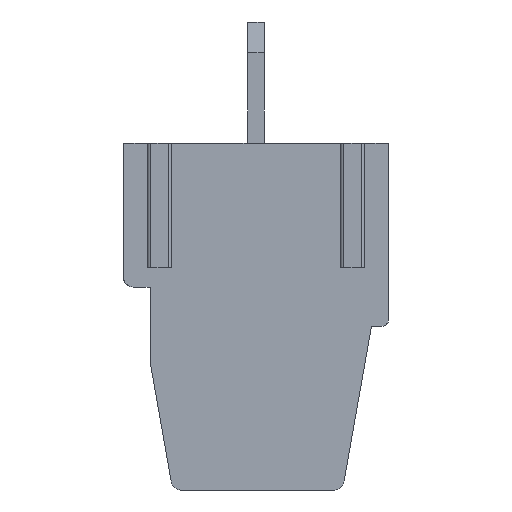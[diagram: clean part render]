
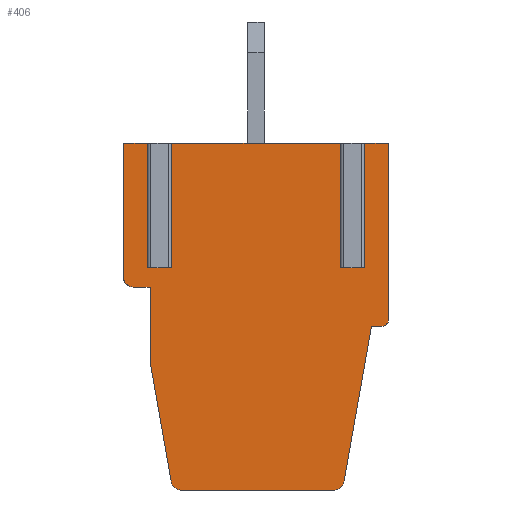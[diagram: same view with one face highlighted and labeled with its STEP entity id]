
A CAD part, front view. The second image highlights one B-rep face of the part: STEP entity #406.
In plain terms, the highlighted planar face has unit normal (0, -1, 0).
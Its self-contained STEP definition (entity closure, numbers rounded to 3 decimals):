
#406 = ADVANCED_FACE( '', ( #969 ), #970, .F. );
#969 = FACE_OUTER_BOUND( '', #1692, .T. );
#970 = PLANE( '', #1693 );
#1692 = EDGE_LOOP( '', ( #2912, #2913, #2914, #2915, #2916, #2917, #2918, #2919, #2920, #2921, #2922, #2923, #2924, #2925, #2926, #2927, #2928, #2929, #2930, #2931, #2932 ) );
#1693 = AXIS2_PLACEMENT_3D( '', #2933, #2934, #2935 );
#2912 = ORIENTED_EDGE( '', *, *, #4810, .F. );
#2913 = ORIENTED_EDGE( '', *, *, #4811, .T. );
#2914 = ORIENTED_EDGE( '', *, *, #4812, .T. );
#2915 = ORIENTED_EDGE( '', *, *, #4675, .T. );
#2916 = ORIENTED_EDGE( '', *, *, #4680, .F. );
#2917 = ORIENTED_EDGE( '', *, *, #4774, .T. );
#2918 = ORIENTED_EDGE( '', *, *, #4813, .T. );
#2919 = ORIENTED_EDGE( '', *, *, #4511, .T. );
#2920 = ORIENTED_EDGE( '', *, *, #4814, .T. );
#2921 = ORIENTED_EDGE( '', *, *, #4815, .F. );
#2922 = ORIENTED_EDGE( '', *, *, #4597, .F. );
#2923 = ORIENTED_EDGE( '', *, *, #4636, .F. );
#2924 = ORIENTED_EDGE( '', *, *, #4816, .T. );
#2925 = ORIENTED_EDGE( '', *, *, #4817, .T. );
#2926 = ORIENTED_EDGE( '', *, *, #4395, .T. );
#2927 = ORIENTED_EDGE( '', *, *, #4818, .F. );
#2928 = ORIENTED_EDGE( '', *, *, #4620, .F. );
#2929 = ORIENTED_EDGE( '', *, *, #4616, .T. );
#2930 = ORIENTED_EDGE( '', *, *, #4473, .T. );
#2931 = ORIENTED_EDGE( '', *, *, #4819, .T. );
#2932 = ORIENTED_EDGE( '', *, *, #4709, .T. );
#2933 = CARTESIAN_POINT( '', ( -21.702, -10.2, -4.395 ) );
#2934 = DIRECTION( '', ( 0., 1., 0. ) );
#2935 = DIRECTION( '', ( -1., 0., 0. ) );
#4395 = EDGE_CURVE( '', #5273, #5277, #5279, .F. );
#4473 = EDGE_CURVE( '', #5413, #5417, #5419, .T. );
#4511 = EDGE_CURVE( '', #5447, #5489, #5491, .T. );
#4597 = EDGE_CURVE( '', #5640, #5642, #5643, .T. );
#4616 = EDGE_CURVE( '', #5669, #5413, #5672, .F. );
#4620 = EDGE_CURVE( '', #5669, #5674, #5678, .T. );
#4636 = EDGE_CURVE( '', #5702, #5640, #5704, .T. );
#4675 = EDGE_CURVE( '', #5764, #5768, #5770, .T. );
#4680 = EDGE_CURVE( '', #5776, #5768, #5778, .T. );
#4709 = EDGE_CURVE( '', #5822, #5826, #5828, .T. );
#4774 = EDGE_CURVE( '', #5776, #5927, #5929, .F. );
#4810 = EDGE_CURVE( '', #5978, #5826, #5979, .T. );
#4811 = EDGE_CURVE( '', #5978, #5980, #5981, .F. );
#4812 = EDGE_CURVE( '', #5980, #5764, #5982, .T. );
#4813 = EDGE_CURVE( '', #5927, #5447, #5983, .T. );
#4814 = EDGE_CURVE( '', #5489, #5984, #5985, .F. );
#4815 = EDGE_CURVE( '', #5642, #5984, #5986, .T. );
#4816 = EDGE_CURVE( '', #5702, #5987, #5988, .F. );
#4817 = EDGE_CURVE( '', #5987, #5273, #5989, .T. );
#4818 = EDGE_CURVE( '', #5674, #5277, #5990, .T. );
#4819 = EDGE_CURVE( '', #5417, #5822, #5991, .T. );
#5273 = VERTEX_POINT( '', #6580 );
#5277 = VERTEX_POINT( '', #6585 );
#5279 = CIRCLE( '', #6588, 0.298 );
#5413 = VERTEX_POINT( '', #6776 );
#5417 = VERTEX_POINT( '', #6782 );
#5419 = LINE( '', #6785, #6786 );
#5447 = VERTEX_POINT( '', #6828 );
#5489 = VERTEX_POINT( '', #6891 );
#5491 = LINE( '', #6894, #6895 );
#5640 = VERTEX_POINT( '', #7106 );
#5642 = VERTEX_POINT( '', #7109 );
#5643 = LINE( '', #7110, #7111 );
#5669 = VERTEX_POINT( '', #7151 );
#5672 = CIRCLE( '', #7155, 0.198 );
#5674 = VERTEX_POINT( '', #7157 );
#5678 = LINE( '', #7163, #7164 );
#5702 = VERTEX_POINT( '', #7202 );
#5704 = LINE( '', #7205, #7206 );
#5764 = VERTEX_POINT( '', #7293 );
#5768 = VERTEX_POINT( '', #7298 );
#5770 = LINE( '', #7300, #7301 );
#5776 = VERTEX_POINT( '', #7308 );
#5778 = LINE( '', #7310, #7311 );
#5822 = VERTEX_POINT( '', #7377 );
#5826 = VERTEX_POINT( '', #7382 );
#5828 = LINE( '', #7384, #7385 );
#5927 = VERTEX_POINT( '', #7530 );
#5929 = LINE( '', #7532, #7533 );
#5978 = VERTEX_POINT( '', #7613 );
#5979 = LINE( '', #7614, #7615 );
#5980 = VERTEX_POINT( '', #7616 );
#5981 = LINE( '', #7617, #7618 );
#5982 = LINE( '', #7619, #7620 );
#5983 = LINE( '', #7621, #7622 );
#5984 = VERTEX_POINT( '', #7623 );
#5985 = CIRCLE( '', #7624, 0.298 );
#5986 = LINE( '', #7625, #7626 );
#5987 = VERTEX_POINT( '', #7627 );
#5988 = CIRCLE( '', #7628, 0.298 );
#5989 = LINE( '', #7629, #7630 );
#5990 = LINE( '', #7631, #7632 );
#5991 = LINE( '', #7633, #7634 );
#6580 = CARTESIAN_POINT( '', ( -15.552, -10.2, -10.6 ) );
#6585 = CARTESIAN_POINT( '', ( -15.255, -10.2, -10.317 ) );
#6588 = AXIS2_PLACEMENT_3D( '', #8457, #8458, #8459 );
#6776 = CARTESIAN_POINT( '', ( -13.904, -10.2, -5.398 ) );
#6782 = CARTESIAN_POINT( '', ( -13.904, -10.2, 0. ) );
#6785 = CARTESIAN_POINT( '', ( -13.904, -10.2, 0. ) );
#6786 = VECTOR( '', #8535, 1000. );
#6828 = CARTESIAN_POINT( '', ( -22., -10.2, 0. ) );
#6891 = CARTESIAN_POINT( '', ( -22., -10.2, -4.098 ) );
#6894 = CARTESIAN_POINT( '', ( -22., -10.2, 0. ) );
#6895 = VECTOR( '', #8572, 1000. );
#7106 = CARTESIAN_POINT( '', ( -21.186, -10.2, -6.704 ) );
#7109 = CARTESIAN_POINT( '', ( -21.186, -10.2, -4.395 ) );
#7110 = CARTESIAN_POINT( '', ( -21.186, -10.2, -6.704 ) );
#7111 = VECTOR( '', #8668, 1000. );
#7151 = CARTESIAN_POINT( '', ( -14.102, -10.2, -5.596 ) );
#7155 = AXIS2_PLACEMENT_3D( '', #8686, #8687, #8688 );
#7157 = CARTESIAN_POINT( '', ( -14.423, -10.2, -5.596 ) );
#7163 = CARTESIAN_POINT( '', ( -13.904, -10.2, -5.596 ) );
#7164 = VECTOR( '', #8691, 1000. );
#7202 = CARTESIAN_POINT( '', ( -20.549, -10.2, -10.317 ) );
#7205 = CARTESIAN_POINT( '', ( -20.502, -10.2, -10.587 ) );
#7206 = VECTOR( '', #8703, 1000. );
#7293 = CARTESIAN_POINT( '', ( -20.53, -10.2, 0. ) );
#7298 = CARTESIAN_POINT( '', ( -20.53, -10.2, -3.8 ) );
#7300 = CARTESIAN_POINT( '', ( -20.53, -10.2, 0. ) );
#7301 = VECTOR( '', #8738, 1000. );
#7308 = CARTESIAN_POINT( '', ( -21.27, -10.2, -3.8 ) );
#7310 = CARTESIAN_POINT( '', ( -21.22, -10.2, -3.8 ) );
#7311 = VECTOR( '', #8746, 1000. );
#7377 = CARTESIAN_POINT( '', ( -14.63, -10.2, 0. ) );
#7382 = CARTESIAN_POINT( '', ( -14.63, -10.2, -3.8 ) );
#7384 = CARTESIAN_POINT( '', ( -14.63, -10.2, 0. ) );
#7385 = VECTOR( '', #8775, 1000. );
#7530 = CARTESIAN_POINT( '', ( -21.27, -10.2, 0. ) );
#7532 = CARTESIAN_POINT( '', ( -21.27, -10.2, 0. ) );
#7533 = VECTOR( '', #8831, 1000. );
#7613 = CARTESIAN_POINT( '', ( -15.37, -10.2, -3.8 ) );
#7614 = CARTESIAN_POINT( '', ( -15.32, -10.2, -3.8 ) );
#7615 = VECTOR( '', #8861, 1000. );
#7616 = CARTESIAN_POINT( '', ( -15.37, -10.2, 0. ) );
#7617 = CARTESIAN_POINT( '', ( -15.37, -10.2, 0. ) );
#7618 = VECTOR( '', #8862, 1000. );
#7619 = CARTESIAN_POINT( '', ( -18.503, -10.2, 0. ) );
#7620 = VECTOR( '', #8863, 1000. );
#7621 = CARTESIAN_POINT( '', ( -18.503, -10.2, 0. ) );
#7622 = VECTOR( '', #8864, 1000. );
#7623 = CARTESIAN_POINT( '', ( -21.702, -10.2, -4.395 ) );
#7624 = AXIS2_PLACEMENT_3D( '', #8865, #8866, #8867 );
#7625 = CARTESIAN_POINT( '', ( -21.186, -10.2, -4.395 ) );
#7626 = VECTOR( '', #8868, 1000. );
#7627 = CARTESIAN_POINT( '', ( -20.252, -10.2, -10.6 ) );
#7628 = AXIS2_PLACEMENT_3D( '', #8869, #8870, #8871 );
#7629 = CARTESIAN_POINT( '', ( -17.902, -10.2, -10.6 ) );
#7630 = VECTOR( '', #8872, 1000. );
#7631 = CARTESIAN_POINT( '', ( -14.423, -10.2, -5.596 ) );
#7632 = VECTOR( '', #8873, 1000. );
#7633 = CARTESIAN_POINT( '', ( -18.503, -10.2, 0. ) );
#7634 = VECTOR( '', #8874, 1000. );
#8457 = CARTESIAN_POINT( '', ( -15.552, -10.2, -10.302 ) );
#8458 = DIRECTION( '', ( 0., 1., 0. ) );
#8459 = DIRECTION( '', ( 0., 0., 1. ) );
#8535 = DIRECTION( '', ( 0., 0., 1. ) );
#8572 = DIRECTION( '', ( 0., 0., -1. ) );
#8668 = DIRECTION( '', ( 0., 0., 1. ) );
#8686 = CARTESIAN_POINT( '', ( -14.102, -10.2, -5.398 ) );
#8687 = DIRECTION( '', ( 0., 1., 0. ) );
#8688 = DIRECTION( '', ( 0., 0., 1. ) );
#8691 = DIRECTION( '', ( -1., 0., 0. ) );
#8703 = DIRECTION( '', ( -0.174, 0., 0.985 ) );
#8738 = DIRECTION( '', ( 0., 0., -1. ) );
#8746 = DIRECTION( '', ( 1., 0., 0. ) );
#8775 = DIRECTION( '', ( 0., 0., -1. ) );
#8831 = DIRECTION( '', ( 0., 0., -1. ) );
#8861 = DIRECTION( '', ( 1., 0., 0. ) );
#8862 = DIRECTION( '', ( 0., 0., -1. ) );
#8863 = DIRECTION( '', ( -1., 0., 0. ) );
#8864 = DIRECTION( '', ( -1., 0., 0. ) );
#8865 = CARTESIAN_POINT( '', ( -21.702, -10.2, -4.098 ) );
#8866 = DIRECTION( '', ( 0., 1., 0. ) );
#8867 = DIRECTION( '', ( 0., 0., 1. ) );
#8868 = DIRECTION( '', ( -1., 0., 0. ) );
#8869 = CARTESIAN_POINT( '', ( -20.252, -10.2, -10.302 ) );
#8870 = DIRECTION( '', ( 0., 1., 0. ) );
#8871 = DIRECTION( '', ( 0., 0., 1. ) );
#8872 = DIRECTION( '', ( 1., 0., 0. ) );
#8873 = DIRECTION( '', ( -0.174, 0., -0.985 ) );
#8874 = DIRECTION( '', ( -1., 0., 0. ) );
